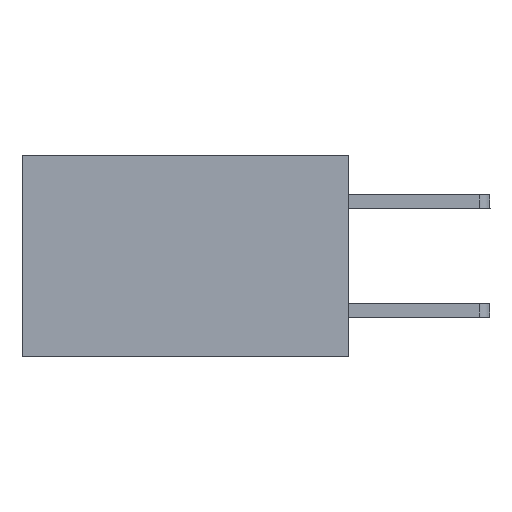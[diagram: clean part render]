
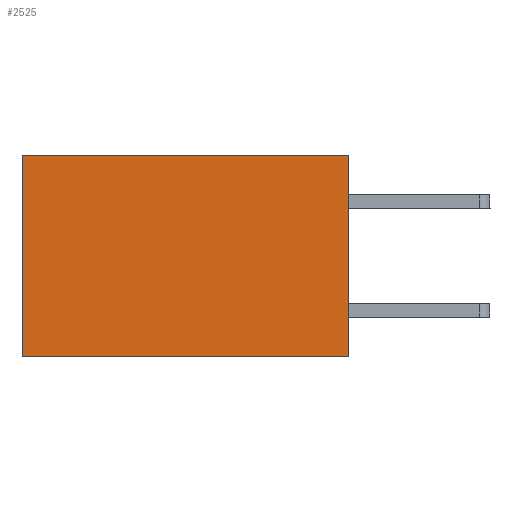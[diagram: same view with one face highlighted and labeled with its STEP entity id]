
A CAD part, left-side view. The second image highlights one B-rep face of the part: STEP entity #2525.
In plain terms, the highlighted planar face has unit normal (-1, 0, 0).
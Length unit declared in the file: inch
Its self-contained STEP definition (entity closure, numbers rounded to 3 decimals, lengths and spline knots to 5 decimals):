
#106 = PLANE ( 'NONE',  #6936 ) ;
#264 = CARTESIAN_POINT ( 'NONE',  ( 0.2615, 0., -0.37 ) ) ;
#301 = EDGE_CURVE ( 'NONE', #1106, #4307, #1187, .T. ) ;
#307 = LINE ( 'NONE', #7078, #6566 ) ;
#1106 = VERTEX_POINT ( 'NONE', #264 ) ;
#1127 = EDGE_LOOP ( 'NONE', ( #4842, #7287, #8268, #6792 ) ) ;
#1187 = LINE ( 'NONE', #8030, #2531 ) ;
#1291 = DIRECTION ( 'NONE',  ( 0., 1., 0. ) ) ;
#1470 = EDGE_CURVE ( 'NONE', #1840, #4307, #307, .T. ) ;
#1840 = VERTEX_POINT ( 'NONE', #8258 ) ;
#2060 = FACE_OUTER_BOUND ( 'NONE', #1127, .T. ) ;
#2099 = VECTOR ( 'NONE', #4373, 39.37008 ) ;
#2155 = CARTESIAN_POINT ( 'NONE',  ( 0.2615, 0., -0.37 ) ) ;
#2176 = EDGE_CURVE ( 'NONE', #6336, #1840, #3062, .T. ) ;
#2482 = EDGE_CURVE ( 'NONE', #6336, #1106, #9579, .T. ) ;
#2525 = ADVANCED_FACE ( 'NONE', ( #2060 ), #106, .F. ) ;
#2531 = VECTOR ( 'NONE', #1291, 39.37008 ) ;
#3062 = LINE ( 'NONE', #4579, #7040 ) ;
#4166 = DIRECTION ( 'NONE',  ( 0., 0., -1. ) ) ;
#4307 = VERTEX_POINT ( 'NONE', #9210 ) ;
#4373 = DIRECTION ( 'NONE',  ( 0., 0., -1. ) ) ;
#4579 = CARTESIAN_POINT ( 'NONE',  ( 0.2615, 0., 0. ) ) ;
#4842 = ORIENTED_EDGE ( 'NONE', *, *, #1470, .T. ) ;
#5201 = CARTESIAN_POINT ( 'NONE',  ( 0.2615, 0., 0. ) ) ;
#5370 = DIRECTION ( 'NONE',  ( 1., 0., 0. ) ) ;
#6015 = CARTESIAN_POINT ( 'NONE',  ( 0.2615, 0., -0.37 ) ) ;
#6041 = DIRECTION ( 'NONE',  ( 0., 1., 0. ) ) ;
#6336 = VERTEX_POINT ( 'NONE', #5201 ) ;
#6566 = VECTOR ( 'NONE', #4166, 39.37008 ) ;
#6792 = ORIENTED_EDGE ( 'NONE', *, *, #2176, .T. ) ;
#6936 = AXIS2_PLACEMENT_3D ( 'NONE', #6015, #5370, #7678 ) ;
#7040 = VECTOR ( 'NONE', #6041, 39.37008 ) ;
#7078 = CARTESIAN_POINT ( 'NONE',  ( 0.2615, 0.6, -0.37 ) ) ;
#7287 = ORIENTED_EDGE ( 'NONE', *, *, #301, .F. ) ;
#7678 = DIRECTION ( 'NONE',  ( 0., 0., -1. ) ) ;
#8030 = CARTESIAN_POINT ( 'NONE',  ( 0.2615, 0., -0.37 ) ) ;
#8258 = CARTESIAN_POINT ( 'NONE',  ( 0.2615, 0.6, 0. ) ) ;
#8268 = ORIENTED_EDGE ( 'NONE', *, *, #2482, .F. ) ;
#9210 = CARTESIAN_POINT ( 'NONE',  ( 0.2615, 0.6, -0.37 ) ) ;
#9579 = LINE ( 'NONE', #2155, #2099 ) ;
